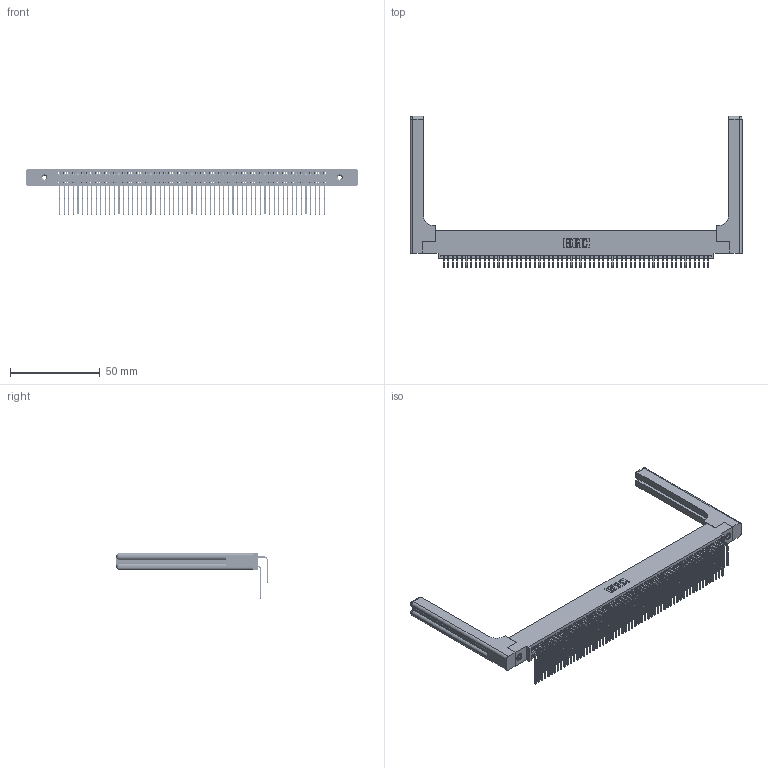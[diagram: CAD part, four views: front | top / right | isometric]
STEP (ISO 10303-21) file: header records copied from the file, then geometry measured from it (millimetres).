
FILE_DESCRIPTION (( 'STEP AP203' ), '1' );
FILE_NAME ('345-118-559-558.STEP', '2019-11-05T22:34:22', ( '' ), ( '' ), 'SwSTEP 2.0', 'SolidWorks 2016', '' );
FILE_SCHEMA (( 'CONFIG_CONTROL_DESIGN' ));
Length unit declared in the file: inch
Products named in the file (6): 345-292-001_558 559 Tail - 1; 345-118-559-558; 345 Part_0.110 Offset - 0.156 Dia-TH; 345-292-001_559 Tail - 2; 345-250-001_345-250-001-102; 345-220-058_345-220-058
Assembly tree (123 placements, depth 2):
  345-118-559-558
    345 Part_0.110 Offset - 0.156 Dia-TH
    345-292-001_558 559 Tail - 1  x59
    345-292-001_559 Tail - 2  x59
    345-250-001_345-250-001-102  x2
    345-220-058_345-220-058  x2
Bounding box: 184.89 x 84.32 x 25.53 mm (x, y, z)
Volume: 27200.3 mm3; surface area: 36360.9 mm2
Topology: 123 solids, 123 shells, 6522 faces, 19309 edges, 12694 vertices
Faces by surface type: plane 4362, cylinder 2100, bspline 36, cone 12, sphere 8, torus 4
Entity records: 50970 total; most frequent: CARTESIAN_POINT 9568, ORIENTED_EDGE 8248, DIRECTION 7320, EDGE_CURVE 4124, LINE 3624, VECTOR 3624, VERTEX_POINT 2738, AXIS2_PLACEMENT_3D 1848
